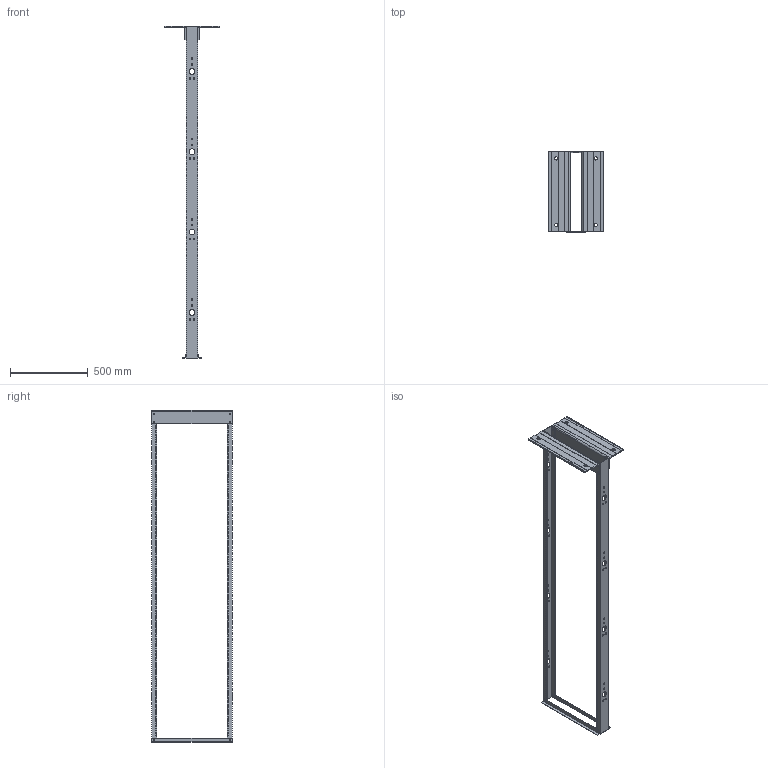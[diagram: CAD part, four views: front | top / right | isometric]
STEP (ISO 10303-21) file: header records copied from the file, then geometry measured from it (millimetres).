
FILE_DESCRIPTION (( 'STEP AP214' ), '1' );
FILE_NAME ('RP00005-2.STEP', '2018-11-26T20:25:24', ( '' ), ( '' ), 'SwSTEP 2.0', 'SolidWorks 2017', '' );
FILE_SCHEMA (( 'AUTOMOTIVE_DESIGN' ));
Length unit declared in the file: inch
Products named in the file (7): RP00005-2_1; RP00005-2_2; RP00005-2_3; RP00005-2
Assembly tree (6 placements, depth 2):
  RP00005-2
    RP00005-2_1
    RP00005-2_2
    RP00005-2_2
    RP00005-2_1
    RP00005-2_3
    RP00005-2_3
Bounding box: 356 x 515 x 2135 mm (x, y, z)
Volume: 2714453.8 mm3; surface area: 1700479.5 mm2
Topology: 6 solids, 6 shells, 1270 faces, 3774 edges, 2516 vertices
Faces by surface type: cylinder 1202, plane 68
Entity records: 46922 total; most frequent: DIRECTION 8736, CARTESIAN_POINT 7569, ORIENTED_EDGE 7548, EDGE_CURVE 3774, AXIS2_PLACEMENT_3D 3683, VERTEX_POINT 2516, EDGE_LOOP 2470, CIRCLE 2404
